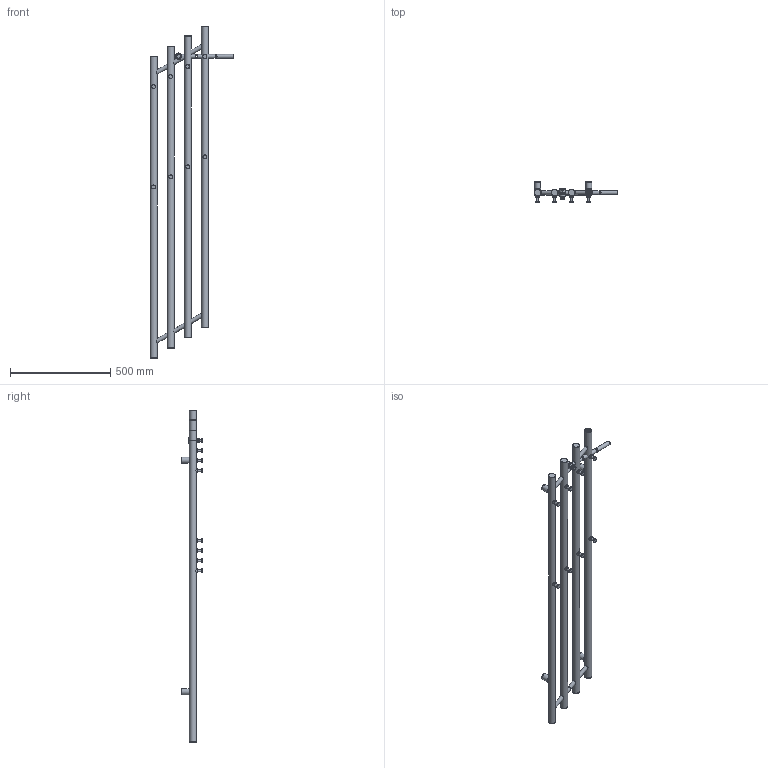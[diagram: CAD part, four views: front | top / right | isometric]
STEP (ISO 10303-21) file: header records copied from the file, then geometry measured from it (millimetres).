
FILE_DESCRIPTION( ( 'Unknown' ), '1' );
FILE_NAME( 'FUEGO.stp', 'Unknown', ( 'Unknown' ), ( 'Unknown' ), 'PSStep 10.1', 'Unknown', ' ' );
FILE_SCHEMA( ( 'AUTOMOTIVE_DESIGN { 1 0 10303 214 1 1 1 1 }' ) );
Length unit declared in the file: millimetre
Products named in the file (27): mocowanie z這瞠nie; Assem1; mocowanie zaœlepka1; mocowanie haczyk1; mocowanie tuleja1; rury pionowe 4; ³¹cznik górny organy; ³¹cznik dolny organy; haczyk; haczyk-oa0; haczyk-oa1; haczyk-oa2; haczyk-oa3; haczyk-oa4; haczyk-oa5; haczyk-oa6; zaœlepka fi 35 z gwintem v2; zaœlepka fi 35 z gwintem v2-oa7; zaœlepka fi 35 z gwintem v2-oa8; Zaslepka fi 35 bez gwintu v2b; Zaslepka fi 35 bez gwintu v2b-oa9; Zaslepka fi 35 bez gwintu v2b-oa10; Zaslepka fi 35 bez gwintu v2b-oa11; Zaslepka fi 35 bez gwintu v2b-oa12
Bounding box: 417.21 x 106.36 x 1653.4 mm (x, y, z)
Volume: 2186927.2 mm3; surface area: 2792317.6 mm2
Topology: 62 solids, 62 shells, 536 faces, 1186 edges, 792 vertices
Faces by surface type: cylinder 278, plane 184, cone 52, torus 22
Full cylindrical faces by diameter (mm): 1 x16, 4.917 x6, 10 x48, 17 x6, 17.6 x6, 18.631 x6, 20 x42, 20.5 x24, 22 x12, 24.8 x12, 30 x6, 32 x24, 35 x24
Entity records: 13031 total; most frequent: CARTESIAN_POINT 6873, DIRECTION 832, ORIENTED_EDGE 516, EDGE_LOOP 478, AXIS2_PLACEMENT_3D 408, FACE_OUTER_BOUND 335, EDGE_CURVE 258, VERTEX_POINT 250
